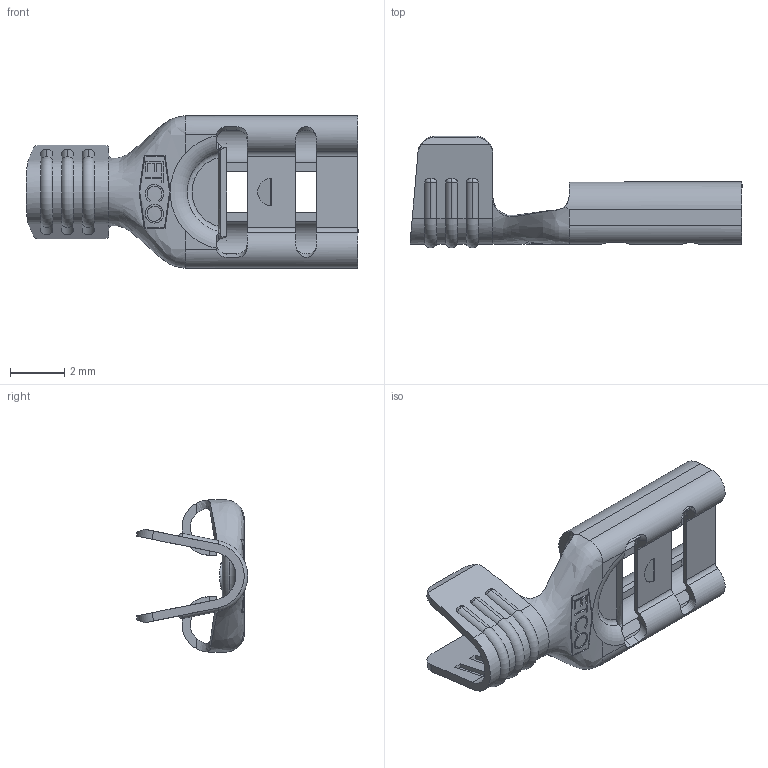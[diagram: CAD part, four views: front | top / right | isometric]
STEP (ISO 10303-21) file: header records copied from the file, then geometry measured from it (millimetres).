
FILE_DESCRIPTION (( 'STEP AP203' ), '1' );
FILE_NAME ('07392.STEP', '2015-01-28T15:37:19', ( '' ), ( '' ), 'SwSTEP 2.0', 'SolidWorks 2014', '' );
FILE_SCHEMA (( 'CONFIG_CONTROL_DESIGN' ));
Length unit declared in the file: inch
Products named in the file (1): 07392
Bounding box: 12.19 x 4.09 x 5.59 mm (x, y, z)
Volume: 35 mm3; surface area: 265.6 mm2
Topology: 3 solids, 3 shells, 262 faces, 673 edges, 421 vertices
Faces by surface type: plane 140, cylinder 50, bspline 45, torus 21, cone 6
Entity records: 10575 total; most frequent: CARTESIAN_POINT 4606, ORIENTED_EDGE 1346, DIRECTION 1036, EDGE_CURVE 673, VERTEX_POINT 421, LINE 360, VECTOR 360, AXIS2_PLACEMENT_3D 338
